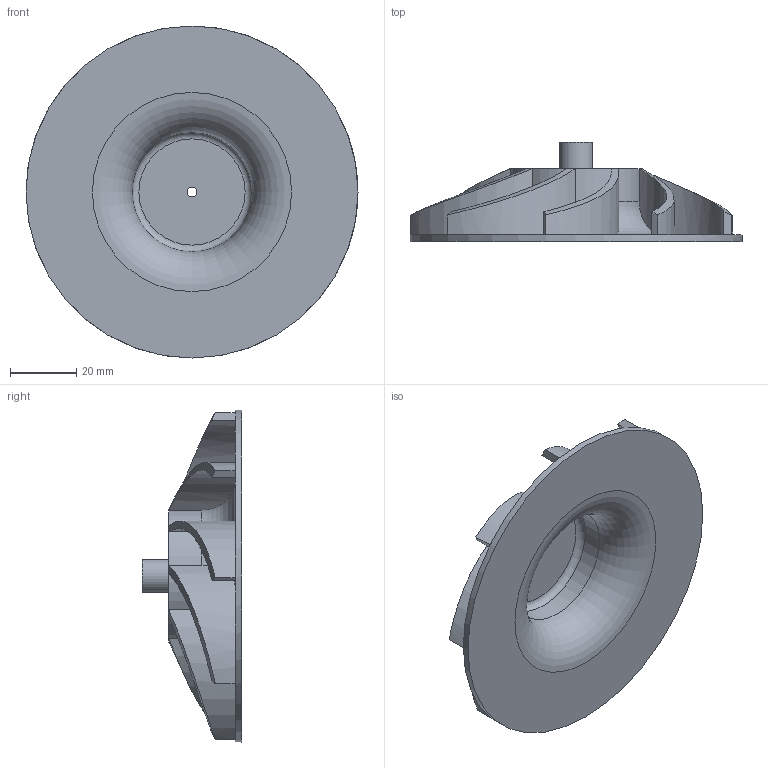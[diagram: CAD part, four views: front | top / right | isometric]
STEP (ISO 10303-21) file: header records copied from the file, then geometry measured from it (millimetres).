
FILE_DESCRIPTION(/* description */ (''),/* implementation_level */ '2;1');
FILE_NAME(/* name */ 'rotor v15.step',/* time_stamp */ '2021-06-11T10:09:28-04:00',/* author */ (''),/* organization */ (''),/* preprocessor_version */ 'ST-DEVELOPER v18.1',/* originating_system */ 'Autodesk Translation Framework v10.6.0.1341',/* authorisation */ '');
FILE_SCHEMA (('AUTOMOTIVE_DESIGN { 1 0 10303 214 3 1 1 }'));
Length unit declared in the file: millimetre
Products named in the file (2): rotor; rotor_1
Assembly tree (1 placements, depth 2):
  rotor
    rotor_1
Bounding box: 100 x 30 x 100 mm (x, y, z)
Volume: 30098.5 mm3; surface area: 29092.8 mm2
Topology: 1 solids, 1 shells, 73 faces, 171 edges, 102 vertices
Faces by surface type: cylinder 31, plane 22, torus 11, cone 9
Full cylindrical faces by diameter (mm): 3 x1, 10 x1, 36 x1, 100 x1
Entity records: 2580 total; most frequent: CARTESIAN_POINT 897, DIRECTION 355, ORIENTED_EDGE 342, EDGE_CURVE 171, AXIS2_PLACEMENT_3D 153, VERTEX_POINT 102, EDGE_LOOP 77, CIRCLE 77
